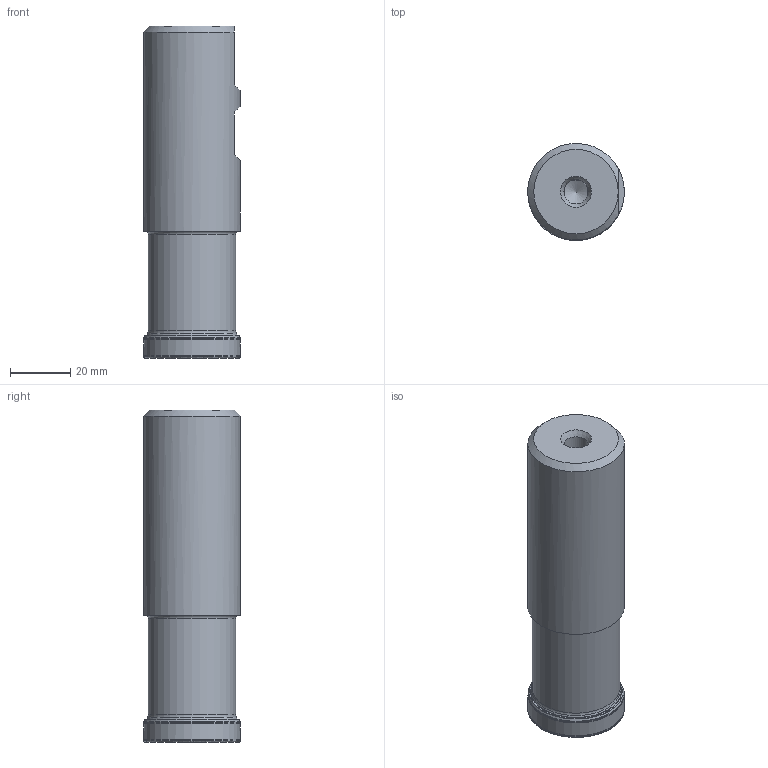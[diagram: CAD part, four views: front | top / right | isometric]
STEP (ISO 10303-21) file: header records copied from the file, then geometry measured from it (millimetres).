
FILE_DESCRIPTION(/* description */ (''),/* implementation_level */ '2;1');
FILE_NAME(/* name */ '32A4R042B32_STN10_C_115009635ndi000_00_SIM.stp',/* time_stamp */ '2020-02-27T13:43:47+01:00',/* author */ (''),/* organization */ (''),/* preprocessor_version */ 'ST-DEVELOPER v16.7',/* originating_system */ 'SIEMENS PLM Software NX 12.0',/* authorisation */ '');
FILE_SCHEMA (('AUTOMOTIVE_DESIGN { 1 0 10303 214 3 1 1 1 }'));
Length unit declared in the file: millimetre
Products named in the file (1): lf193BA05D64d0ra
Bounding box: 32 x 32 x 110 mm (x, y, z)
Volume: 79998.9 mm3; surface area: 16137 mm2
Topology: 2 solids, 2 shells, 64 faces, 134 edges, 72 vertices
Faces by surface type: revolution 39, cone 9, plane 7, torus 5, cylinder 4
Full cylindrical faces by diameter (mm): 8 x1, 29 x1, 30.6 x1, 32 x1
Entity records: 1634 total; most frequent: CARTESIAN_POINT 474, DIRECTION 220, ORIENTED_EDGE 140, EDGE_LOOP 121, FACE_BOUND 117, AXIS2_PLACEMENT_3D 87, EDGE_CURVE 70, VERTEX_POINT 67
